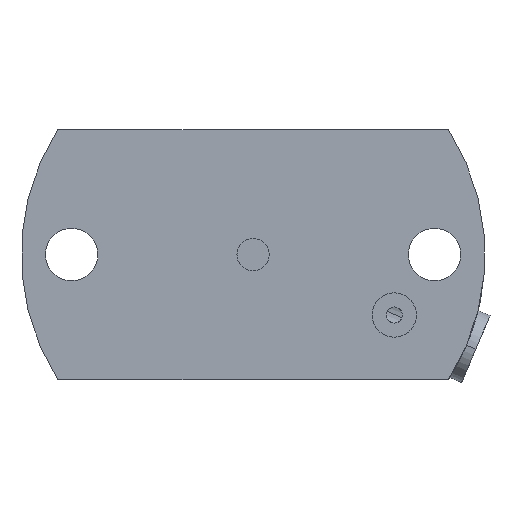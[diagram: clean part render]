
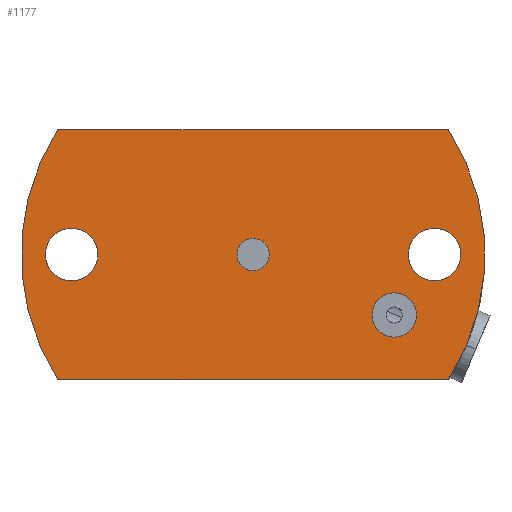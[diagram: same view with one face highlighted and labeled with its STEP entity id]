
A CAD part, front view. The second image highlights one B-rep face of the part: STEP entity #1177.
In plain terms, the highlighted planar face has unit normal (0, -1, 0).
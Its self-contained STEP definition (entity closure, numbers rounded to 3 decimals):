
#288=CARTESIAN_POINT('',(0.,0.,0.));
#289=DIRECTION('',(0.,-1.,0.));
#290=DIRECTION('',(-0.842,0.,0.539));
#291=AXIS2_PLACEMENT_3D('',#288,#289,#290);
#293=DIRECTION('',(-1.,0.,0.));
#294=VECTOR('',#293,96.856);
#295=CARTESIAN_POINT('',(48.428,0.,31.));
#296=LINE('',#295,#294);
#297=CARTESIAN_POINT('',(0.,0.,0.));
#298=DIRECTION('',(0.,-1.,0.));
#299=DIRECTION('',(0.842,0.,-0.539));
#300=AXIS2_PLACEMENT_3D('',#297,#298,#299);
#302=DIRECTION('',(1.,0.,0.));
#303=VECTOR('',#302,96.856);
#304=CARTESIAN_POINT('',(-48.428,0.,-31.));
#305=LINE('',#304,#303);
#306=CARTESIAN_POINT('',(35.,0.,-15.));
#307=DIRECTION('',(0.,1.,0.));
#308=DIRECTION('',(1.,0.,0.));
#309=AXIS2_PLACEMENT_3D('',#306,#307,#308);
#311=CARTESIAN_POINT('',(35.,0.,-15.));
#312=DIRECTION('',(0.,1.,0.));
#313=DIRECTION('',(-1.,0.,0.));
#314=AXIS2_PLACEMENT_3D('',#311,#312,#313);
#316=CARTESIAN_POINT('',(0.,0.,0.));
#317=DIRECTION('',(0.,-1.,0.));
#318=DIRECTION('',(1.,0.,0.));
#319=AXIS2_PLACEMENT_3D('',#316,#317,#318);
#321=CARTESIAN_POINT('',(0.,0.,0.));
#322=DIRECTION('',(0.,-1.,0.));
#323=DIRECTION('',(-1.,0.,0.));
#324=AXIS2_PLACEMENT_3D('',#321,#322,#323);
#326=CARTESIAN_POINT('',(-45.,0.,0.));
#327=DIRECTION('',(0.,1.,0.));
#328=DIRECTION('',(1.,0.,0.));
#329=AXIS2_PLACEMENT_3D('',#326,#327,#328);
#331=CARTESIAN_POINT('',(-45.,0.,0.));
#332=DIRECTION('',(0.,1.,0.));
#333=DIRECTION('',(-1.,0.,0.));
#334=AXIS2_PLACEMENT_3D('',#331,#332,#333);
#336=CARTESIAN_POINT('',(45.,0.,0.));
#337=DIRECTION('',(0.,1.,0.));
#338=DIRECTION('',(1.,0.,0.));
#339=AXIS2_PLACEMENT_3D('',#336,#337,#338);
#341=CARTESIAN_POINT('',(45.,0.,0.));
#342=DIRECTION('',(0.,1.,0.));
#343=DIRECTION('',(-1.,0.,0.));
#344=AXIS2_PLACEMENT_3D('',#341,#342,#343);
#661=CARTESIAN_POINT('',(4.,0.,0.));
#662=CARTESIAN_POINT('',(-4.,0.,0.));
#663=VERTEX_POINT('',#661);
#664=VERTEX_POINT('',#662);
#683=CARTESIAN_POINT('',(-48.428,0.,31.));
#684=CARTESIAN_POINT('',(-48.428,0.,-31.));
#685=VERTEX_POINT('',#683);
#686=VERTEX_POINT('',#684);
#687=CARTESIAN_POINT('',(48.428,0.,31.));
#688=VERTEX_POINT('',#687);
#689=CARTESIAN_POINT('',(48.428,0.,-31.));
#690=VERTEX_POINT('',#689);
#691=CARTESIAN_POINT('',(-38.5,0.,0.));
#692=CARTESIAN_POINT('',(-51.5,0.,0.));
#693=VERTEX_POINT('',#691);
#694=VERTEX_POINT('',#692);
#695=CARTESIAN_POINT('',(51.5,0.,0.));
#696=CARTESIAN_POINT('',(38.5,0.,0.));
#697=VERTEX_POINT('',#695);
#698=VERTEX_POINT('',#696);
#780=CARTESIAN_POINT('',(40.5,0.,-15.));
#782=VERTEX_POINT('',#780);
#786=CARTESIAN_POINT('',(29.5,0.,-15.));
#787=VERTEX_POINT('',#786);
#1140=CARTESIAN_POINT('',(0.,0.,0.));
#1141=DIRECTION('',(0.,1.,0.));
#1142=DIRECTION('',(0.,0.,1.));
#1143=AXIS2_PLACEMENT_3D('',#1140,#1141,#1142);
#1144=PLANE('',#1143);
#1146=ORIENTED_EDGE('',*,*,#1145,.F.);
#1148=ORIENTED_EDGE('',*,*,#1147,.F.);
#1149=ORIENTED_EDGE('',*,*,#1121,.F.);
#1150=ORIENTED_EDGE('',*,*,#1035,.F.);
#1151=EDGE_LOOP('',(#1146,#1148,#1149,#1150));
#1152=FACE_OUTER_BOUND('',#1151,.F.);
#1154=ORIENTED_EDGE('',*,*,#1153,.F.);
#1156=ORIENTED_EDGE('',*,*,#1155,.F.);
#1157=EDGE_LOOP('',(#1154,#1156));
#1158=FACE_BOUND('',#1157,.F.);
#1160=ORIENTED_EDGE('',*,*,#1159,.T.);
#1162=ORIENTED_EDGE('',*,*,#1161,.T.);
#1163=EDGE_LOOP('',(#1160,#1162));
#1164=FACE_BOUND('',#1163,.F.);
#1166=ORIENTED_EDGE('',*,*,#1165,.F.);
#1168=ORIENTED_EDGE('',*,*,#1167,.F.);
#1169=EDGE_LOOP('',(#1166,#1168));
#1170=FACE_BOUND('',#1169,.F.);
#1172=ORIENTED_EDGE('',*,*,#1171,.F.);
#1174=ORIENTED_EDGE('',*,*,#1173,.F.);
#1175=EDGE_LOOP('',(#1172,#1174));
#1176=FACE_BOUND('',#1175,.F.);
#1177=ADVANCED_FACE('',(#1152,#1158,#1164,#1170,#1176),#1144,.F.);
#292=CIRCLE('',#291,57.5);
#301=CIRCLE('',#300,57.5);
#310=CIRCLE('',#309,5.5);
#315=CIRCLE('',#314,5.5);
#320=CIRCLE('',#319,4.);
#325=CIRCLE('',#324,4.);
#330=CIRCLE('',#329,6.5);
#335=CIRCLE('',#334,6.5);
#340=CIRCLE('',#339,6.5);
#345=CIRCLE('',#344,6.5);
#1035=EDGE_CURVE('',#686,#690,#305,.T.);
#1121=EDGE_CURVE('',#690,#688,#301,.T.);
#1145=EDGE_CURVE('',#685,#686,#292,.T.);
#1147=EDGE_CURVE('',#688,#685,#296,.T.);
#1153=EDGE_CURVE('',#782,#787,#310,.T.);
#1155=EDGE_CURVE('',#787,#782,#315,.T.);
#1159=EDGE_CURVE('',#663,#664,#320,.T.);
#1161=EDGE_CURVE('',#664,#663,#325,.T.);
#1165=EDGE_CURVE('',#693,#694,#330,.T.);
#1167=EDGE_CURVE('',#694,#693,#335,.T.);
#1171=EDGE_CURVE('',#697,#698,#340,.T.);
#1173=EDGE_CURVE('',#698,#697,#345,.T.);
